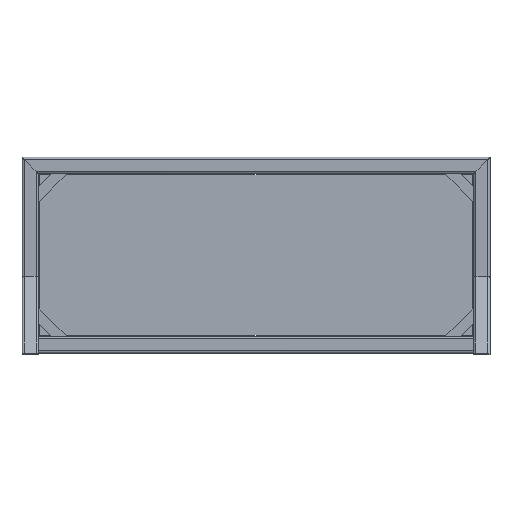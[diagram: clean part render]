
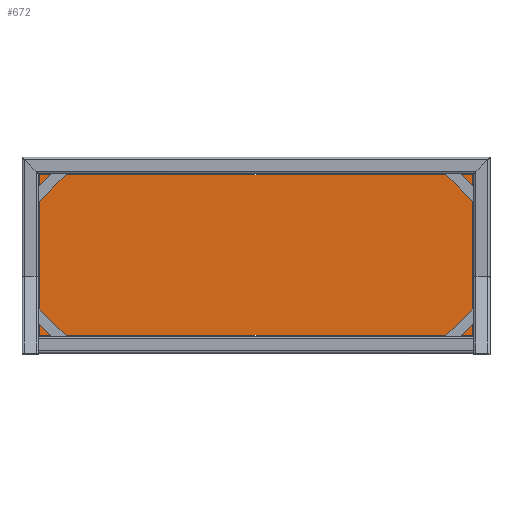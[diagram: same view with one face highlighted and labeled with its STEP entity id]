
A CAD part, front view. The second image highlights one B-rep face of the part: STEP entity #672.
In plain terms, the highlighted planar face has unit normal (0, -1, 0).
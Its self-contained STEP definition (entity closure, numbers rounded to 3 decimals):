
#66 = ORIENTED_EDGE ( 'NONE', *, *, #1895, .F. ) ;
#254 = VERTEX_POINT ( 'NONE', #1800 ) ;
#572 = LINE ( 'NONE', #982, #3463 ) ;
#646 = VERTEX_POINT ( 'NONE', #4664 ) ;
#672 = ADVANCED_FACE ( 'NONE', ( #4534 ), #2859, .T. ) ;
#964 = VERTEX_POINT ( 'NONE', #4561 ) ;
#982 = CARTESIAN_POINT ( 'NONE',  ( 397.5, -15., 147.5 ) ) ;
#994 = DIRECTION ( 'NONE',  ( 1., 0., 0. ) ) ;
#1422 = CARTESIAN_POINT ( 'NONE',  ( 397.5, -15., -147.5 ) ) ;
#1449 = DIRECTION ( 'NONE',  ( 0., 0., -1. ) ) ;
#1599 = VECTOR ( 'NONE', #3008, 1000. ) ;
#1740 = EDGE_CURVE ( 'NONE', #964, #646, #572, .T. ) ;
#1800 = CARTESIAN_POINT ( 'NONE',  ( -397.5, -15., -147.5 ) ) ;
#1838 = CARTESIAN_POINT ( 'NONE',  ( 397.5, -15., 147.5 ) ) ;
#1859 = LINE ( 'NONE', #1422, #1985 ) ;
#1895 = EDGE_CURVE ( 'NONE', #4637, #254, #1859, .T. ) ;
#1925 = EDGE_LOOP ( 'NONE', ( #3145, #66, #2202, #2788 ) ) ;
#1985 = VECTOR ( 'NONE', #2928, 1000. ) ;
#2202 = ORIENTED_EDGE ( 'NONE', *, *, #3731, .F. ) ;
#2445 = DIRECTION ( 'NONE',  ( 1., 0., 0. ) ) ;
#2463 = DIRECTION ( 'NONE',  ( 0., -1., 0. ) ) ;
#2631 = CARTESIAN_POINT ( 'NONE',  ( -397.5, -15., 147.5 ) ) ;
#2684 = VECTOR ( 'NONE', #1449, 1000. ) ;
#2788 = ORIENTED_EDGE ( 'NONE', *, *, #1740, .F. ) ;
#2823 = EDGE_CURVE ( 'NONE', #254, #964, #3742, .T. ) ;
#2859 = PLANE ( 'NONE',  #3814 ) ;
#2928 = DIRECTION ( 'NONE',  ( -1., 0., 0. ) ) ;
#3008 = DIRECTION ( 'NONE',  ( 0., 0., 1. ) ) ;
#3145 = ORIENTED_EDGE ( 'NONE', *, *, #2823, .F. ) ;
#3201 = CARTESIAN_POINT ( 'NONE',  ( 0., -15., 0. ) ) ;
#3463 = VECTOR ( 'NONE', #994, 1000. ) ;
#3731 = EDGE_CURVE ( 'NONE', #646, #4637, #3796, .T. ) ;
#3742 = LINE ( 'NONE', #2631, #1599 ) ;
#3796 = LINE ( 'NONE', #1838, #2684 ) ;
#3814 = AXIS2_PLACEMENT_3D ( 'NONE', #3201, #2463, #2445 ) ;
#4320 = CARTESIAN_POINT ( 'NONE',  ( 397.5, -15., -147.5 ) ) ;
#4534 = FACE_OUTER_BOUND ( 'NONE', #1925, .T. ) ;
#4561 = CARTESIAN_POINT ( 'NONE',  ( -397.5, -15., 147.5 ) ) ;
#4637 = VERTEX_POINT ( 'NONE', #4320 ) ;
#4664 = CARTESIAN_POINT ( 'NONE',  ( 397.5, -15., 147.5 ) ) ;
